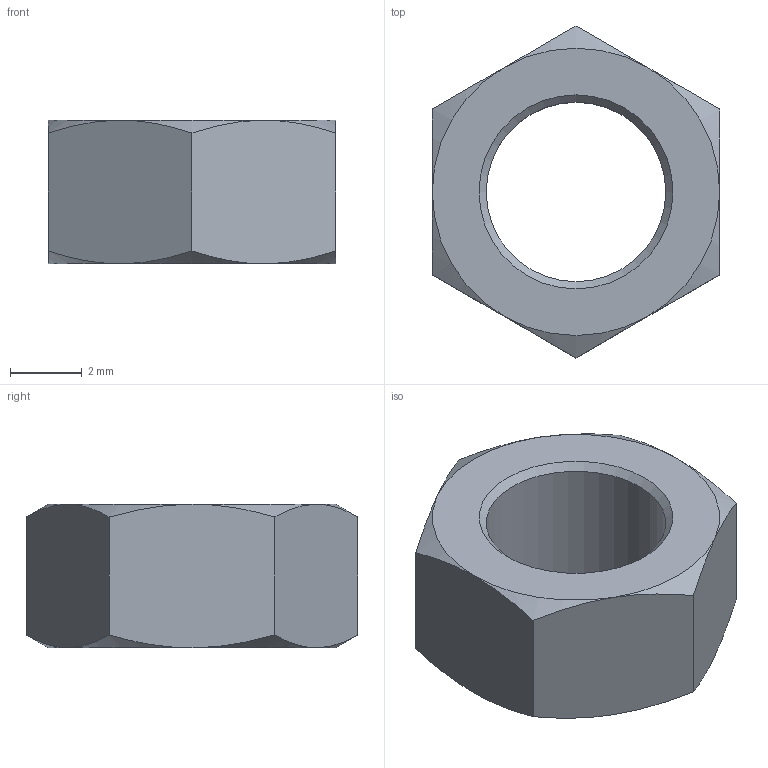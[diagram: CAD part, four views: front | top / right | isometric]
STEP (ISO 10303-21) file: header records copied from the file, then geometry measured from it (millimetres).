
FILE_DESCRIPTION(('FreeCAD Model'),'2;1');
FILE_NAME('ISO4032_Hex_Nut_M5.step', '2014-11-05T18:03:26',('FreeCAD'),('FreeCAD'), 'Open CASCADE STEP processor 6.7','FreeCAD','Unknown');
FILE_SCHEMA(('AUTOMOTIVE_DESIGN_CC2 { 1 2 10303 214 -1 1 5 4 }'));
Length unit declared in the file: millimetre
Products named in the file (1): Chamfer
Bounding box: 8 x 9.24 x 4 mm (x, y, z)
Volume: 141.4 mm3; surface area: 236.5 mm2
Topology: 1 solids, 1 shells, 23 faces, 49 edges, 28 vertices
Faces by surface type: cone 14, plane 8, cylinder 1
Full cylindrical faces by diameter (mm): 5 x1
Entity records: 1409 total; most frequent: CARTESIAN_POINT 443, DIRECTION 183, ORIENTED_EDGE 98, PCURVE 98, DEFINITIONAL_REPRESENTATION 98, AXIS2_PLACEMENT_3D 64, EDGE_CURVE 49, SURFACE_CURVE 46
